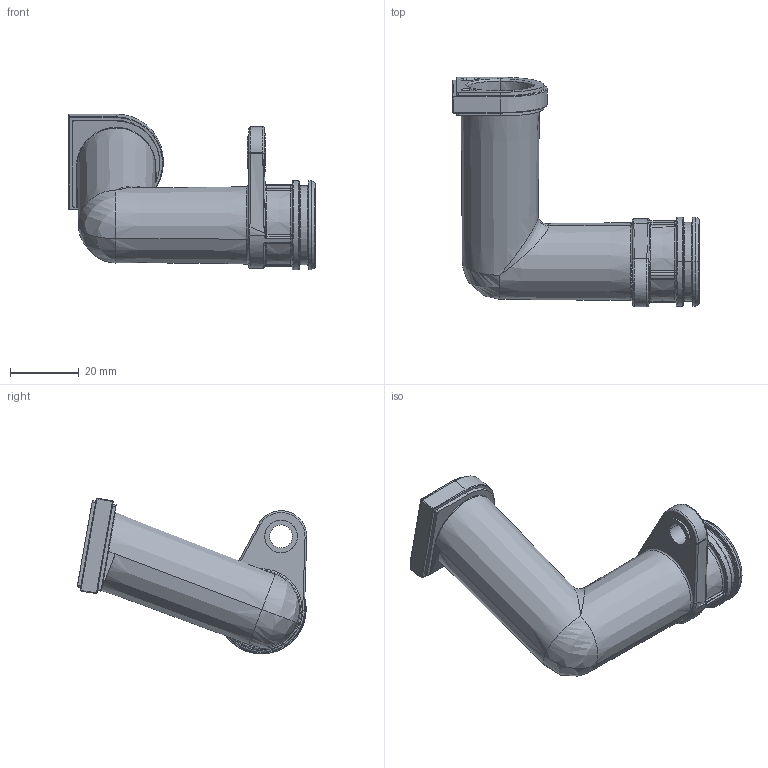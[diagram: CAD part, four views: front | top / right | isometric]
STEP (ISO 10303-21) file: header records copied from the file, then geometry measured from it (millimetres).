
FILE_DESCRIPTION (( 'STEP AP214' ), '1' );
FILE_NAME ('0ml_301_343-winkelstueck.STEP', '2020-02-10T11:20:00', ( '' ), ( '' ), 'SwSTEP 2.0', 'SolidWorks 2018', '' );
FILE_SCHEMA (( 'AUTOMOTIVE_DESIGN' ));
Length unit declared in the file: millimetre
Products named in the file (6): 0ml_301_343-winkelstueck.prt; 0ml_301_343-winkelstueck; 0ml_301_343-winkelstueck.asm; 0ml_301_343-buchse.prt
Assembly tree (3 placements, depth 3):
  0ml_301_343-winkelstueck.prt
  0ml_301_343-winkelstueck
    0ml_301_343-winkelstueck.asm
      0ml_301_343-winkelstueck.prt
      0ml_301_343-buchse.prt
  0ml_301_343-buchse.prt
Bounding box: 71.75 x 66.95 x 45.44 mm (x, y, z)
Volume: 18089.5 mm3; surface area: 17050.3 mm2
Topology: 2 solids, 2 shells, 270 faces, 620 edges, 352 vertices
Faces by surface type: cylinder 75, bspline 70, plane 48, torus 41, sphere 21, cone 15
Entity records: 14726 total; most frequent: CARTESIAN_POINT 8670, ORIENTED_EDGE 1224, DIRECTION 1165, EDGE_CURVE 612, AXIS2_PLACEMENT_3D 501, VERTEX_POINT 354, CIRCLE 293, EDGE_LOOP 284
